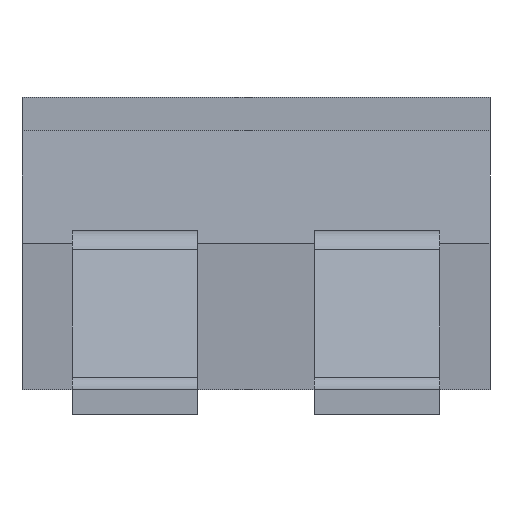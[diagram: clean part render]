
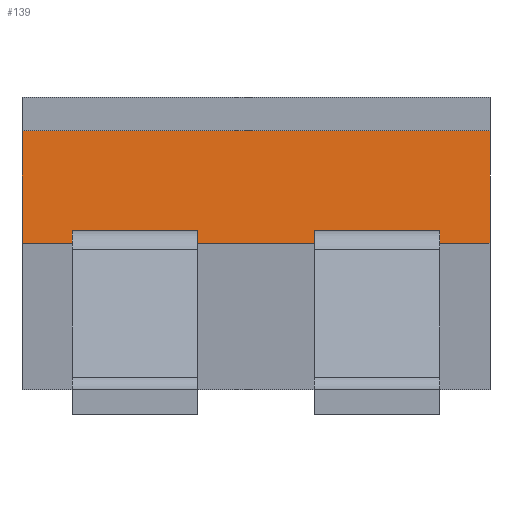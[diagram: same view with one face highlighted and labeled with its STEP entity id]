
A CAD part, left-side view. The second image highlights one B-rep face of the part: STEP entity #139.
In plain terms, the highlighted planar face has unit normal (-0.998, 0, 0.07).
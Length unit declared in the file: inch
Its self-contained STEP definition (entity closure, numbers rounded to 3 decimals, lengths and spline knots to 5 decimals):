
#67 = CARTESIAN_POINT ( 'NONE',  ( 94.29808, -154.39699, -0.875 ) ) ;
#81 = VERTEX_POINT ( 'NONE', #774 ) ;
#83 = ORIENTED_EDGE ( 'NONE', *, *, #720, .T. ) ;
#139 = ADVANCED_FACE ( 'NONE', ( #1261 ), #1270, .T. ) ;
#157 = EDGE_CURVE ( 'NONE', #672, #640, #1225, .T. ) ;
#160 = LINE ( 'NONE', #1254, #709 ) ;
#209 = DIRECTION ( 'NONE',  ( -0.998, 0., 0.07 ) ) ;
#233 = CARTESIAN_POINT ( 'NONE',  ( 94.34526, -156.89699, -0.20028 ) ) ;
#276 = LINE ( 'NONE', #2281, #1903 ) ;
#326 = DIRECTION ( 'NONE',  ( 0., -1., 0. ) ) ;
#376 = CARTESIAN_POINT ( 'NONE',  ( 94.30333, -155.84699, -0.8 ) ) ;
#409 = CARTESIAN_POINT ( 'NONE',  ( 94.29808, -154.09699, -0.875 ) ) ;
#421 = DIRECTION ( 'NONE',  ( 0., 1., 0. ) ) ;
#427 = VECTOR ( 'NONE', #2586, 39.37008 ) ;
#486 = VERTEX_POINT ( 'NONE', #67 ) ;
#513 = ORIENTED_EDGE ( 'NONE', *, *, #869, .F. ) ;
#539 = ORIENTED_EDGE ( 'NONE', *, *, #1727, .T. ) ;
#552 = VERTEX_POINT ( 'NONE', #1610 ) ;
#585 = VECTOR ( 'NONE', #879, 39.37008 ) ;
#588 = DIRECTION ( 'NONE',  ( 0.07, 0., 0.998 ) ) ;
#596 = DIRECTION ( 'NONE',  ( -0.07, 0., -0.998 ) ) ;
#604 = EDGE_CURVE ( 'NONE', #2071, #672, #1552, .T. ) ;
#614 = CARTESIAN_POINT ( 'NONE',  ( 94.30333, -156.59699, -0.8 ) ) ;
#635 = ORIENTED_EDGE ( 'NONE', *, *, #1664, .F. ) ;
#640 = VERTEX_POINT ( 'NONE', #1820 ) ;
#661 = VECTOR ( 'NONE', #929, 39.37008 ) ;
#672 = VERTEX_POINT ( 'NONE', #1021 ) ;
#706 = ORIENTED_EDGE ( 'NONE', *, *, #1555, .F. ) ;
#709 = VECTOR ( 'NONE', #2718, 39.37008 ) ;
#720 = EDGE_CURVE ( 'NONE', #486, #2071, #2240, .T. ) ;
#728 = VERTEX_POINT ( 'NONE', #376 ) ;
#772 = ORIENTED_EDGE ( 'NONE', *, *, #1878, .T. ) ;
#774 = CARTESIAN_POINT ( 'NONE',  ( 94.34526, -154.09699, -0.20028 ) ) ;
#791 = CARTESIAN_POINT ( 'NONE',  ( 94.34526, -155.84699, -0.20028 ) ) ;
#796 = VERTEX_POINT ( 'NONE', #2315 ) ;
#803 = VERTEX_POINT ( 'NONE', #614 ) ;
#851 = CARTESIAN_POINT ( 'NONE',  ( 94.30333, -154.39699, -0.8 ) ) ;
#854 = EDGE_CURVE ( 'NONE', #81, #2326, #160, .T. ) ;
#869 = EDGE_CURVE ( 'NONE', #81, #1880, #1513, .T. ) ;
#879 = DIRECTION ( 'NONE',  ( 0., -1., 0. ) ) ;
#892 = LINE ( 'NONE', #1310, #661 ) ;
#929 = DIRECTION ( 'NONE',  ( -0.07, 0., -0.998 ) ) ;
#935 = LINE ( 'NONE', #1988, #427 ) ;
#995 = LINE ( 'NONE', #409, #2260 ) ;
#1012 = EDGE_CURVE ( 'NONE', #552, #2082, #935, .T. ) ;
#1021 = CARTESIAN_POINT ( 'NONE',  ( 94.30333, -155.14699, -0.8 ) ) ;
#1070 = ORIENTED_EDGE ( 'NONE', *, *, #1345, .F. ) ;
#1102 = ORIENTED_EDGE ( 'NONE', *, *, #854, .T. ) ;
#1152 = CARTESIAN_POINT ( 'NONE',  ( 94.30333, -154.09699, -0.8 ) ) ;
#1190 = LINE ( 'NONE', #791, #1424 ) ;
#1225 = LINE ( 'NONE', #1895, #2446 ) ;
#1254 = CARTESIAN_POINT ( 'NONE',  ( 94.34526, -154.09699, -0.20028 ) ) ;
#1261 = FACE_OUTER_BOUND ( 'NONE', #1980, .T. ) ;
#1270 = PLANE ( 'NONE',  #1959 ) ;
#1310 = CARTESIAN_POINT ( 'NONE',  ( 94.34526, -156.89699, -0.20028 ) ) ;
#1345 = EDGE_CURVE ( 'NONE', #486, #2326, #995, .T. ) ;
#1369 = ORIENTED_EDGE ( 'NONE', *, *, #604, .T. ) ;
#1415 = DIRECTION ( 'NONE',  ( 0., 1., 0. ) ) ;
#1424 = VECTOR ( 'NONE', #1869, 39.37008 ) ;
#1477 = ORIENTED_EDGE ( 'NONE', *, *, #1794, .T. ) ;
#1513 = LINE ( 'NONE', #233, #585 ) ;
#1552 = LINE ( 'NONE', #1152, #2208 ) ;
#1555 = EDGE_CURVE ( 'NONE', #1880, #552, #892, .T. ) ;
#1597 = VECTOR ( 'NONE', #2000, 39.37008 ) ;
#1603 = LINE ( 'NONE', #1850, #1744 ) ;
#1610 = CARTESIAN_POINT ( 'NONE',  ( 94.29808, -156.89699, -0.875 ) ) ;
#1651 = DIRECTION ( 'NONE',  ( -0.07, 0., -0.998 ) ) ;
#1664 = EDGE_CURVE ( 'NONE', #796, #640, #1603, .T. ) ;
#1691 = CARTESIAN_POINT ( 'NONE',  ( 94.29808, -154.09699, -0.875 ) ) ;
#1727 = EDGE_CURVE ( 'NONE', #803, #2082, #276, .T. ) ;
#1744 = VECTOR ( 'NONE', #1415, 39.37008 ) ;
#1794 = EDGE_CURVE ( 'NONE', #728, #803, #2411, .T. ) ;
#1805 = CARTESIAN_POINT ( 'NONE',  ( 94.30333, -154.09699, -0.8 ) ) ;
#1820 = CARTESIAN_POINT ( 'NONE',  ( 94.29808, -155.14699, -0.875 ) ) ;
#1850 = CARTESIAN_POINT ( 'NONE',  ( 94.29808, -154.09699, -0.875 ) ) ;
#1862 = CARTESIAN_POINT ( 'NONE',  ( 94.34526, -156.89699, -0.20028 ) ) ;
#1865 = CARTESIAN_POINT ( 'NONE',  ( 94.34526, -154.39699, -0.20028 ) ) ;
#1869 = DIRECTION ( 'NONE',  ( 0.07, 0., 0.998 ) ) ;
#1878 = EDGE_CURVE ( 'NONE', #796, #728, #1190, .T. ) ;
#1880 = VERTEX_POINT ( 'NONE', #1862 ) ;
#1895 = CARTESIAN_POINT ( 'NONE',  ( 94.34526, -155.14699, -0.20028 ) ) ;
#1903 = VECTOR ( 'NONE', #1651, 39.37008 ) ;
#1922 = ORIENTED_EDGE ( 'NONE', *, *, #157, .T. ) ;
#1959 = AXIS2_PLACEMENT_3D ( 'NONE', #2119, #209, #2310 ) ;
#1980 = EDGE_LOOP ( 'NONE', ( #1922, #635, #772, #1477, #539, #2639, #706, #513, #1102, #1070, #83, #1369 ) ) ;
#1988 = CARTESIAN_POINT ( 'NONE',  ( 94.29808, -154.09699, -0.875 ) ) ;
#2000 = DIRECTION ( 'NONE',  ( 0., -1., 0. ) ) ;
#2071 = VERTEX_POINT ( 'NONE', #851 ) ;
#2082 = VERTEX_POINT ( 'NONE', #2328 ) ;
#2087 = VECTOR ( 'NONE', #588, 39.37008 ) ;
#2119 = CARTESIAN_POINT ( 'NONE',  ( 94.34526, -154.09699, -0.20028 ) ) ;
#2208 = VECTOR ( 'NONE', #326, 39.37008 ) ;
#2240 = LINE ( 'NONE', #1865, #2087 ) ;
#2260 = VECTOR ( 'NONE', #421, 39.37008 ) ;
#2281 = CARTESIAN_POINT ( 'NONE',  ( 94.34526, -156.59699, -0.20028 ) ) ;
#2310 = DIRECTION ( 'NONE',  ( 0.07, 0., 0.998 ) ) ;
#2315 = CARTESIAN_POINT ( 'NONE',  ( 94.29808, -155.84699, -0.875 ) ) ;
#2326 = VERTEX_POINT ( 'NONE', #1691 ) ;
#2328 = CARTESIAN_POINT ( 'NONE',  ( 94.29808, -156.59699, -0.875 ) ) ;
#2411 = LINE ( 'NONE', #1805, #1597 ) ;
#2446 = VECTOR ( 'NONE', #596, 39.37008 ) ;
#2586 = DIRECTION ( 'NONE',  ( 0., 1., 0. ) ) ;
#2639 = ORIENTED_EDGE ( 'NONE', *, *, #1012, .F. ) ;
#2718 = DIRECTION ( 'NONE',  ( -0.07, 0., -0.998 ) ) ;
